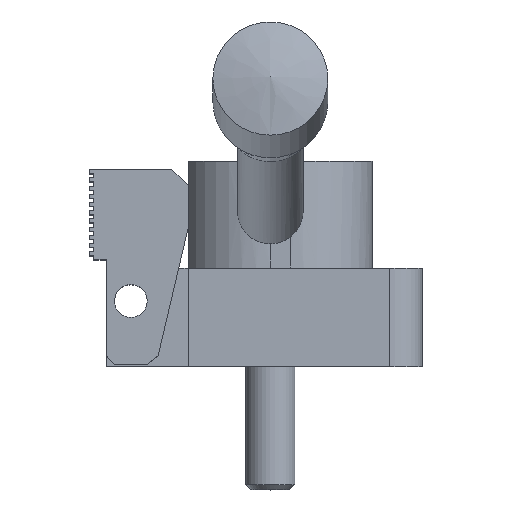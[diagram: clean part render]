
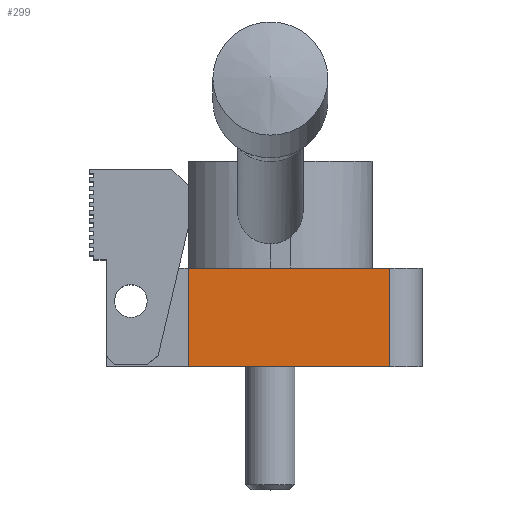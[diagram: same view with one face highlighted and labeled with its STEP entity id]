
A CAD part, top view. The second image highlights one B-rep face of the part: STEP entity #299.
In plain terms, the highlighted planar face has unit normal (0, 0, 1).
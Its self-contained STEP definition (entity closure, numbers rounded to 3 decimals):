
#299 = ADVANCED_FACE( '', ( #734 ), #735, .F. );
#734 = FACE_OUTER_BOUND( '', #1317, .T. );
#735 = PLANE( '', #1318 );
#1317 = EDGE_LOOP( '', ( #2210, #2211, #2212, #2213, #2214 ) );
#1318 = AXIS2_PLACEMENT_3D( '', #2215, #2216, #2217 );
#2210 = ORIENTED_EDGE( '', *, *, #3727, .T. );
#2211 = ORIENTED_EDGE( '', *, *, #3728, .F. );
#2212 = ORIENTED_EDGE( '', *, *, #3729, .F. );
#2213 = ORIENTED_EDGE( '', *, *, #3678, .F. );
#2214 = ORIENTED_EDGE( '', *, *, #3730, .T. );
#2215 = CARTESIAN_POINT( '', ( -10., 12., 12.5 ) );
#2216 = DIRECTION( '', ( 0., 0., -1. ) );
#2217 = DIRECTION( '', ( -1., 0., 0. ) );
#3678 = EDGE_CURVE( '', #4501, #4504, #4505, .T. );
#3727 = EDGE_CURVE( '', #4584, #4585, #4586, .T. );
#3728 = EDGE_CURVE( '', #4587, #4585, #4588, .T. );
#3729 = EDGE_CURVE( '', #4504, #4587, #4589, .T. );
#3730 = EDGE_CURVE( '', #4501, #4584, #4590, .T. );
#4501 = VERTEX_POINT( '', #5642 );
#4504 = VERTEX_POINT( '', #5646 );
#4505 = LINE( '', #5647, #5648 );
#4584 = VERTEX_POINT( '', #5753 );
#4585 = VERTEX_POINT( '', #5754 );
#4586 = LINE( '', #5755, #5756 );
#4587 = VERTEX_POINT( '', #5757 );
#4588 = LINE( '', #5758, #5759 );
#4589 = LINE( '', #5760, #5761 );
#4590 = LINE( '', #5762, #5763 );
#5642 = CARTESIAN_POINT( '', ( -10., 12., 12.5 ) );
#5646 = CARTESIAN_POINT( '', ( 11.565, 12., 12.5 ) );
#5647 = CARTESIAN_POINT( '', ( -10., 12., 12.5 ) );
#5648 = VECTOR( '', #6780, 1000. );
#5753 = CARTESIAN_POINT( '', ( -10., 0., 12.5 ) );
#5754 = CARTESIAN_POINT( '', ( 14.5, 0., 12.5 ) );
#5755 = CARTESIAN_POINT( '', ( -10., 0., 12.5 ) );
#5756 = VECTOR( '', #6840, 1000. );
#5757 = CARTESIAN_POINT( '', ( 14.5, 12., 12.5 ) );
#5758 = CARTESIAN_POINT( '', ( 14.5, 12., 12.5 ) );
#5759 = VECTOR( '', #6841, 1000. );
#5760 = CARTESIAN_POINT( '', ( -10., 12., 12.5 ) );
#5761 = VECTOR( '', #6842, 1000. );
#5762 = CARTESIAN_POINT( '', ( -10., 12., 12.5 ) );
#5763 = VECTOR( '', #6843, 1000. );
#6780 = DIRECTION( '', ( 1., 0., 0. ) );
#6840 = DIRECTION( '', ( 1., 0., 0. ) );
#6841 = DIRECTION( '', ( 0., -1., 0. ) );
#6842 = DIRECTION( '', ( 1., 0., 0. ) );
#6843 = DIRECTION( '', ( 0., -1., 0. ) );
